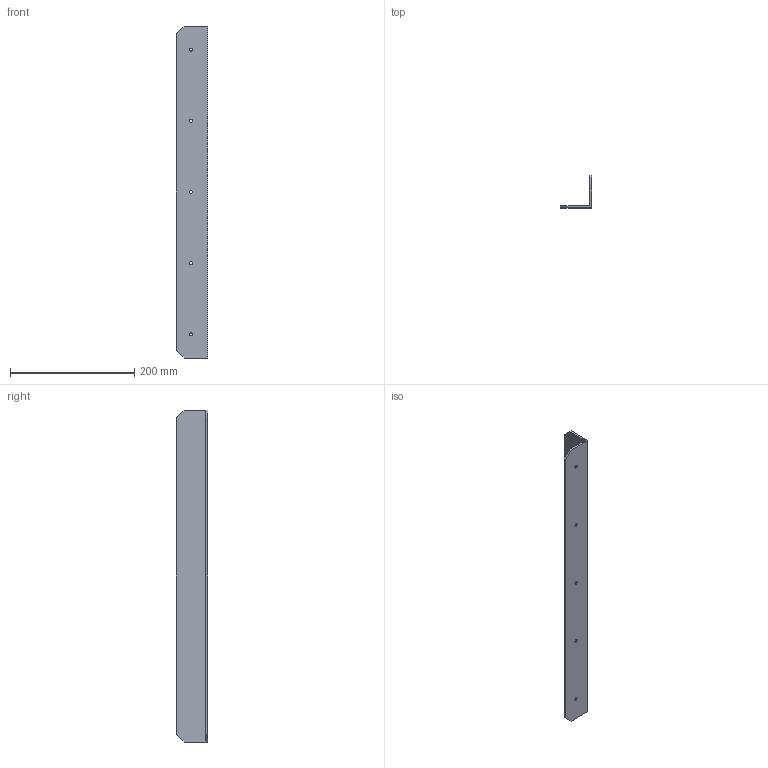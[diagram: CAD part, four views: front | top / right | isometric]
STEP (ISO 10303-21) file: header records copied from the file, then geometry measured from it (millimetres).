
FILE_DESCRIPTION(/* description */ (' Seat Mount Angle A, .125 X 2.0 X 2.0, 6063-T52'),/* implementation_level */ '2;1');
FILE_NAME(/* name */ 'OH3A1-109 - Seat Mount Angle A, .125 X 2.0 X 2.0, 6063-T52.step',/* time_stamp */ '2023-05-21T11:00:16-05:00',/* author */ (''),/* organization */ (''),/* preprocessor_version */ 'ST-DEVELOPER v19.2',/* originating_system */ 'Autodesk Translation Framework v12.4.0.73',/* authorisation */ '');
FILE_SCHEMA (('AUTOMOTIVE_DESIGN { 1 0 10303 214 3 1 1 }'));
Length unit declared in the file: inch
Products named in the file (1): OH3A1-109 
Bounding box: 50.8 x 50.8 x 533.4 mm (x, y, z)
Volume: 165237.7 mm3; surface area: 108270 mm2
Topology: 1 solids, 1 shells, 22 faces, 55 edges, 35 vertices
Faces by surface type: plane 12, cylinder 5, cone 5
Full cylindrical faces by diameter (mm): 4.915 x5
Entity records: 709 total; most frequent: DIRECTION 116, CARTESIAN_POINT 113, ORIENTED_EDGE 110, EDGE_CURVE 55, LINE 40, VECTOR 40, AXIS2_PLACEMENT_3D 38, VERTEX_POINT 35
